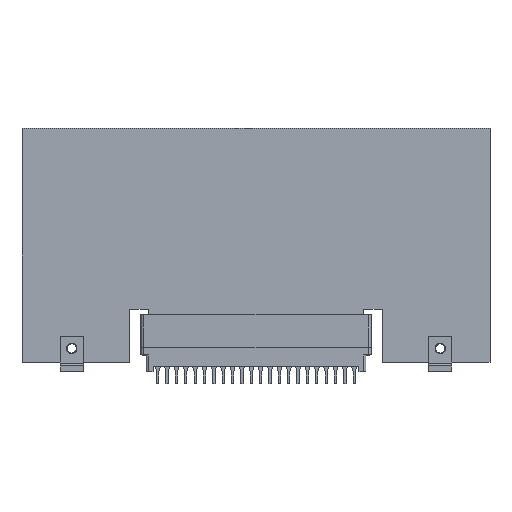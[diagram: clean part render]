
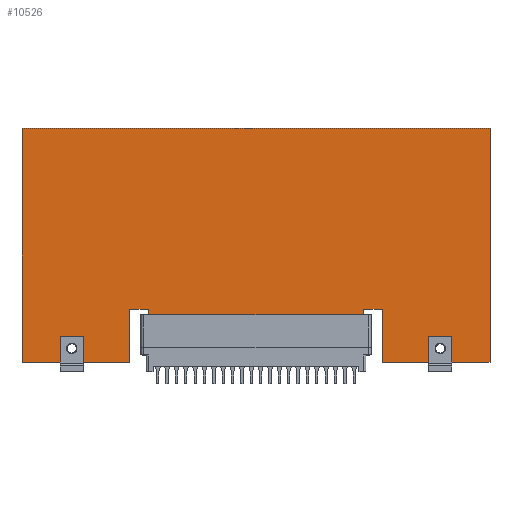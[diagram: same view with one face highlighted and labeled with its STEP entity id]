
A CAD part, top view. The second image highlights one B-rep face of the part: STEP entity #10526.
In plain terms, the highlighted planar face has unit normal (0, 0, 1).
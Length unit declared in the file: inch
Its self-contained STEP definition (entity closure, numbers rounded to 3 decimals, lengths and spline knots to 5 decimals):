
#496=FACE_BOUND('',#1908,.T.);
#497=FACE_BOUND('',#1909,.T.);
#694=CIRCLE('',#11300,0.06496);
#696=CIRCLE('',#11303,0.06496);
#1248=FACE_OUTER_BOUND('',#1907,.T.);
#1907=EDGE_LOOP('',(#9393,#9394,#9395,#9396,#9397,#9398,#9399,#9400,#9401,
#9402,#9403,#9404));
#1908=EDGE_LOOP('',(#9405));
#1909=EDGE_LOOP('',(#9406));
#3127=LINE('',#16741,#4370);
#3129=LINE('',#16745,#4372);
#3131=LINE('',#16749,#4374);
#3133=LINE('',#16753,#4376);
#3135=LINE('',#16757,#4378);
#3137=LINE('',#16761,#4380);
#3139=LINE('',#16765,#4382);
#3141=LINE('',#16769,#4384);
#3143=LINE('',#16773,#4386);
#3145=LINE('',#16777,#4388);
#3147=LINE('',#16781,#4390);
#3149=LINE('',#16784,#4392);
#4370=VECTOR('',#13865,0.3937);
#4372=VECTOR('',#13869,0.3937);
#4374=VECTOR('',#13873,0.3937);
#4376=VECTOR('',#13877,0.3937);
#4378=VECTOR('',#13881,0.3937);
#4380=VECTOR('',#13885,0.3937);
#4382=VECTOR('',#13889,0.3937);
#4384=VECTOR('',#13893,0.3937);
#4386=VECTOR('',#13897,0.3937);
#4388=VECTOR('',#13901,0.3937);
#4390=VECTOR('',#13905,0.3937);
#4392=VECTOR('',#13909,0.3937);
#5290=VERTEX_POINT('',#16705);
#5292=VERTEX_POINT('',#16710);
#5305=VERTEX_POINT('',#16738);
#5306=VERTEX_POINT('',#16740);
#5307=VERTEX_POINT('',#16744);
#5308=VERTEX_POINT('',#16748);
#5309=VERTEX_POINT('',#16752);
#5310=VERTEX_POINT('',#16756);
#5311=VERTEX_POINT('',#16760);
#5312=VERTEX_POINT('',#16764);
#5313=VERTEX_POINT('',#16768);
#5314=VERTEX_POINT('',#16772);
#5315=VERTEX_POINT('',#16776);
#5316=VERTEX_POINT('',#16780);
#6645=EDGE_CURVE('',#5290,#5290,#694,.T.);
#6647=EDGE_CURVE('',#5292,#5292,#696,.T.);
#6661=EDGE_CURVE('',#5306,#5305,#3127,.T.);
#6663=EDGE_CURVE('',#5307,#5306,#3129,.T.);
#6665=EDGE_CURVE('',#5308,#5307,#3131,.T.);
#6667=EDGE_CURVE('',#5309,#5308,#3133,.T.);
#6669=EDGE_CURVE('',#5310,#5309,#3135,.T.);
#6671=EDGE_CURVE('',#5311,#5310,#3137,.T.);
#6673=EDGE_CURVE('',#5312,#5311,#3139,.T.);
#6675=EDGE_CURVE('',#5313,#5312,#3141,.T.);
#6677=EDGE_CURVE('',#5314,#5313,#3143,.T.);
#6679=EDGE_CURVE('',#5315,#5314,#3145,.T.);
#6681=EDGE_CURVE('',#5316,#5315,#3147,.T.);
#6683=EDGE_CURVE('',#5305,#5316,#3149,.T.);
#9393=ORIENTED_EDGE('',*,*,#6683,.T.);
#9394=ORIENTED_EDGE('',*,*,#6681,.T.);
#9395=ORIENTED_EDGE('',*,*,#6679,.T.);
#9396=ORIENTED_EDGE('',*,*,#6677,.T.);
#9397=ORIENTED_EDGE('',*,*,#6675,.T.);
#9398=ORIENTED_EDGE('',*,*,#6673,.T.);
#9399=ORIENTED_EDGE('',*,*,#6671,.T.);
#9400=ORIENTED_EDGE('',*,*,#6669,.T.);
#9401=ORIENTED_EDGE('',*,*,#6667,.T.);
#9402=ORIENTED_EDGE('',*,*,#6665,.T.);
#9403=ORIENTED_EDGE('',*,*,#6663,.T.);
#9404=ORIENTED_EDGE('',*,*,#6661,.T.);
#9405=ORIENTED_EDGE('',*,*,#6645,.T.);
#9406=ORIENTED_EDGE('',*,*,#6647,.T.);
#9968=PLANE('',#11317);
#10526=ADVANCED_FACE('',(#1248,#496,#497),#9968,.T.);
#11300=AXIS2_PLACEMENT_3D('',#16706,#13840,#13841);
#11303=AXIS2_PLACEMENT_3D('',#16711,#13846,#13847);
#11317=AXIS2_PLACEMENT_3D('',#16785,#13910,#13911);
#13840=DIRECTION('center_axis',(0.,0.,-1.));
#13841=DIRECTION('ref_axis',(-1.,0.,0.));
#13846=DIRECTION('center_axis',(0.,0.,-1.));
#13847=DIRECTION('ref_axis',(-1.,0.,0.));
#13865=DIRECTION('',(1.,0.,0.));
#13869=DIRECTION('',(0.,-1.,0.));
#13873=DIRECTION('',(1.,0.,0.));
#13877=DIRECTION('',(0.,1.,0.));
#13881=DIRECTION('',(1.,0.,0.));
#13885=DIRECTION('',(0.,-1.,0.));
#13889=DIRECTION('',(-1.,0.,0.));
#13893=DIRECTION('',(0.,1.,0.));
#13897=DIRECTION('',(1.,0.,0.));
#13901=DIRECTION('',(0.,-1.,0.));
#13905=DIRECTION('',(1.,0.,0.));
#13909=DIRECTION('',(0.,1.,0.));
#13910=DIRECTION('center_axis',(0.,0.,1.));
#13911=DIRECTION('ref_axis',(1.,0.,0.));
#16705=CARTESIAN_POINT('',(2.03346,0.25,0.0315));
#16706=CARTESIAN_POINT('Origin',(1.9685,0.25,0.0315));
#16710=CARTESIAN_POINT('',(-1.90354,0.25,0.0315));
#16711=CARTESIAN_POINT('Origin',(-1.9685,0.25,0.0315));
#16738=CARTESIAN_POINT('',(1.15,0.1,0.0315));
#16740=CARTESIAN_POINT('',(-1.15,0.1,0.0315));
#16741=CARTESIAN_POINT('',(-1.15,0.1,0.0315));
#16744=CARTESIAN_POINT('',(-1.15,0.66929,0.0315));
#16745=CARTESIAN_POINT('',(-1.15,0.66929,0.0315));
#16748=CARTESIAN_POINT('',(-1.35,0.66929,0.0315));
#16749=CARTESIAN_POINT('',(-1.35,0.66929,0.0315));
#16752=CARTESIAN_POINT('',(-1.35,0.1,0.0315));
#16753=CARTESIAN_POINT('',(-1.35,0.1,0.0315));
#16756=CARTESIAN_POINT('',(-2.5,0.1,0.0315));
#16757=CARTESIAN_POINT('',(-2.5,0.1,0.0315));
#16760=CARTESIAN_POINT('',(-2.5,2.6,0.0315));
#16761=CARTESIAN_POINT('',(-2.5,2.6,0.0315));
#16764=CARTESIAN_POINT('',(2.5,2.6,0.0315));
#16765=CARTESIAN_POINT('',(2.5,2.6,0.0315));
#16768=CARTESIAN_POINT('',(2.5,0.1,0.0315));
#16769=CARTESIAN_POINT('',(2.5,0.1,0.0315));
#16772=CARTESIAN_POINT('',(1.35,0.1,0.0315));
#16773=CARTESIAN_POINT('',(1.35,0.1,0.0315));
#16776=CARTESIAN_POINT('',(1.35,0.66929,0.0315));
#16777=CARTESIAN_POINT('',(1.35,0.66929,0.0315));
#16780=CARTESIAN_POINT('',(1.15,0.66929,0.0315));
#16781=CARTESIAN_POINT('',(1.15,0.66929,0.0315));
#16784=CARTESIAN_POINT('',(1.15,0.1,0.0315));
#16785=CARTESIAN_POINT('Origin',(0.,1.23594,0.0315));
